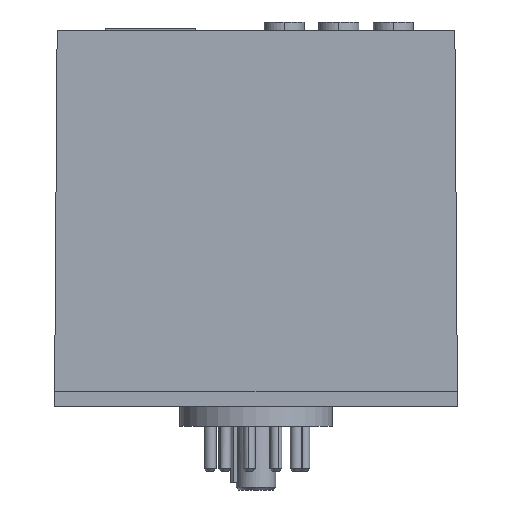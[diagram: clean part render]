
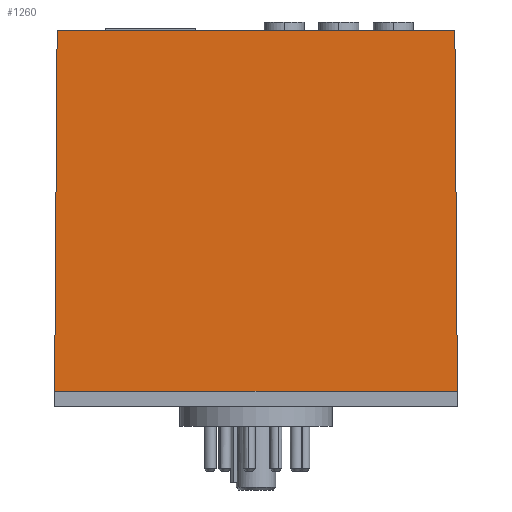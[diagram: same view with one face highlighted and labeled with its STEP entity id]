
A CAD part, front view. The second image highlights one B-rep face of the part: STEP entity #1260.
In plain terms, the highlighted planar face has unit normal (0, -1, 0.007).
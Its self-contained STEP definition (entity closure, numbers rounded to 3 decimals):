
#750=CARTESIAN_POINT('',(-39.647,-16.997,75.));
#760=VERTEX_POINT('',#750);
#790=CARTESIAN_POINT('',(-40.171,-17.521,0.));
#800=DIRECTION('',(-0.007,-0.007,
-1.));
#810=VECTOR('',#800,1.);
#820=LINE('',#790,#810);
#830=CARTESIAN_POINT('',(-40.15,-17.5,3.));
#840=VERTEX_POINT('',#830);
#850=EDGE_CURVE('',#760,#840,#820,.T.);
#960=CARTESIAN_POINT('',(0.,-17.5,3.));
#970=DIRECTION('',(0.,-1.,0.007));
#980=DIRECTION('',(-1.,0.,0.));
#990=AXIS2_PLACEMENT_3D('',#960,#970,#980);
#1000=PLANE('',#990);
#1010=ORIENTED_EDGE('',*,*,#850,.T.);
#1020=CARTESIAN_POINT('',(0.,-16.997,75.));
#1030=DIRECTION('',(1.,0.,0.));
#1040=VECTOR('',#1030,1.);
#1050=LINE('',#1020,#1040);
#1060=CARTESIAN_POINT('',(39.647,-16.997,75.));
#1070=VERTEX_POINT('',#1060);
#1080=EDGE_CURVE('',#760,#1070,#1050,.T.);
#1090=ORIENTED_EDGE('',*,*,#1080,.F.);
#1100=CARTESIAN_POINT('',(40.171,-17.521,0.));
#1110=DIRECTION('',(-0.007,0.007,
1.));
#1120=VECTOR('',#1110,1.);
#1130=LINE('',#1100,#1120);
#1140=CARTESIAN_POINT('',(40.15,-17.5,3.));
#1150=VERTEX_POINT('',#1140);
#1160=EDGE_CURVE('',#1150,#1070,#1130,.T.);
#1170=ORIENTED_EDGE('',*,*,#1160,.T.);
#1180=CARTESIAN_POINT('',(0.,-17.5,3.));
#1190=DIRECTION('',(-1.,0.,0.));
#1200=VECTOR('',#1190,1.);
#1210=LINE('',#1180,#1200);
#1220=EDGE_CURVE('',#1150,#840,#1210,.T.);
#1230=ORIENTED_EDGE('',*,*,#1220,.F.);
#1240=EDGE_LOOP('',(#1230,#1170,#1090,#1010));
#1250=FACE_OUTER_BOUND('',#1240,.T.);
#1260=ADVANCED_FACE('',(#1250),#1000,.T.);
